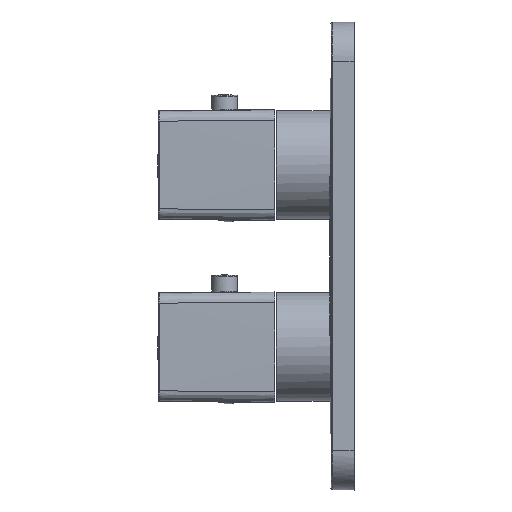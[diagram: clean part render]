
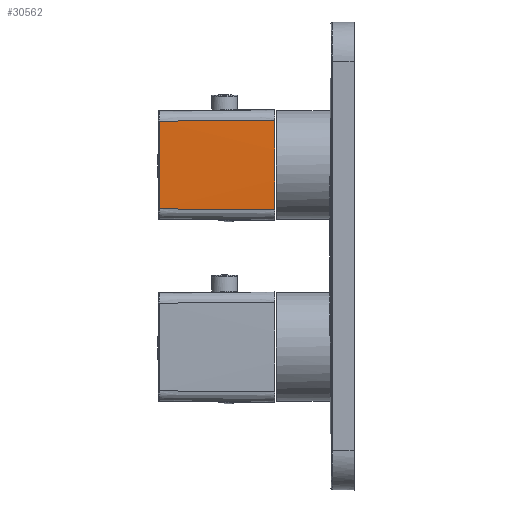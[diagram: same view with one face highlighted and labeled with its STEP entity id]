
A CAD part, front view. The second image highlights one B-rep face of the part: STEP entity #30562.
In plain terms, the highlighted conical face has half-angle 0.5 degrees and reference radius 734.956 mm.
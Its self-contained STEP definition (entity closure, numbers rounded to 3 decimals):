
#4454=CONICAL_SURFACE('',#33126,734.956,0.009);
#5598=CIRCLE('',#33127,735.15);
#14292=ORIENTED_EDGE('',*,*,#19332,.T.);
#14293=ORIENTED_EDGE('',*,*,#19333,.T.);
#14294=ORIENTED_EDGE('',*,*,#19312,.F.);
#14295=ORIENTED_EDGE('',*,*,#19331,.T.);
#19312=EDGE_CURVE('',#22415,#22417,#24117,.T.);
#19331=EDGE_CURVE('',#22415,#22426,#24131,.T.);
#19332=EDGE_CURVE('',#22426,#22427,#24132,.T.);
#19333=EDGE_CURVE('',#22427,#22417,#5598,.T.);
#22415=VERTEX_POINT('',#81379);
#22417=VERTEX_POINT('',#81411);
#22426=VERTEX_POINT('',#81616);
#22427=VERTEX_POINT('',#81639);
#24117=B_SPLINE_CURVE_WITH_KNOTS('',3,(#81407,#81408,#81409,#81410),
 .UNSPECIFIED.,.F.,.F.,(4,4),(0.,0.044),
 .UNSPECIFIED.);
#24131=B_SPLINE_CURVE_WITH_KNOTS('',3,(#81630,#81631,#81632,#81633),
 .UNSPECIFIED.,.F.,.F.,(4,4),(0.,0.034),.UNSPECIFIED.);
#24132=B_SPLINE_CURVE_WITH_KNOTS('',3,(#81635,#81636,#81637,#81638),
 .UNSPECIFIED.,.F.,.F.,(4,4),(0.,0.044),
 .UNSPECIFIED.);
#26255=EDGE_LOOP('',(#14292,#14293,#14294,#14295));
#28321=FACE_BOUND('',#26255,.T.);
#30562=ADVANCED_FACE('',(#28321),#4454,.T.);
#33126=AXIS2_PLACEMENT_3D('',#81634,#39388,#39389);
#33127=AXIS2_PLACEMENT_3D('',#81640,#39390,#39391);
#39388=DIRECTION('',(1.,0.,0.));
#39389=DIRECTION('',(0.,1.,0.));
#39390=DIRECTION('',(-1.,0.,0.));
#39391=DIRECTION('',(0.,0.,1.));
#81379=CARTESIAN_POINT('',(-124.41,-20.77,51.863));
#81407=CARTESIAN_POINT('',(-124.41,-20.77,51.863));
#81408=CARTESIAN_POINT('',(-109.606,-20.897,51.99));
#81409=CARTESIAN_POINT('',(-94.803,-21.023,52.117));
#81410=CARTESIAN_POINT('',(-80.,-21.149,52.244));
#81411=CARTESIAN_POINT('',(-80.,-21.149,52.244));
#81616=CARTESIAN_POINT('',(-124.41,-20.77,18.137));
#81630=CARTESIAN_POINT('',(-124.41,-20.77,51.863));
#81631=CARTESIAN_POINT('',(-124.426,-21.028,40.623));
#81632=CARTESIAN_POINT('',(-124.426,-21.028,29.377));
#81633=CARTESIAN_POINT('',(-124.41,-20.77,18.137));
#81634=CARTESIAN_POINT('',(-102.211,713.799,35.));
#81635=CARTESIAN_POINT('',(-124.41,-20.77,18.137));
#81636=CARTESIAN_POINT('',(-109.606,-20.897,18.01));
#81637=CARTESIAN_POINT('',(-94.803,-21.023,17.883));
#81638=CARTESIAN_POINT('',(-80.,-21.149,17.756));
#81639=CARTESIAN_POINT('',(-80.,-21.149,17.756));
#81640=CARTESIAN_POINT('',(-80.,713.799,35.));
